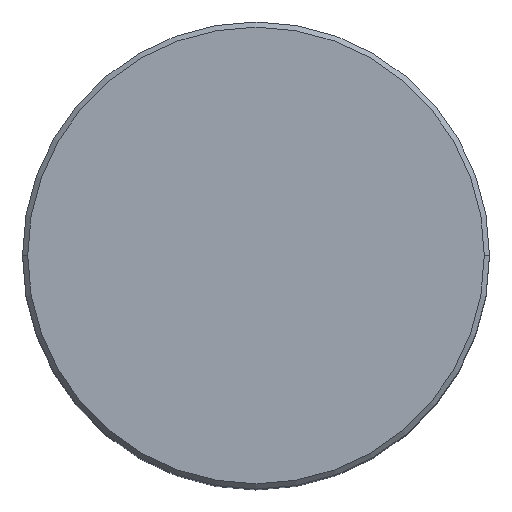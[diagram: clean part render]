
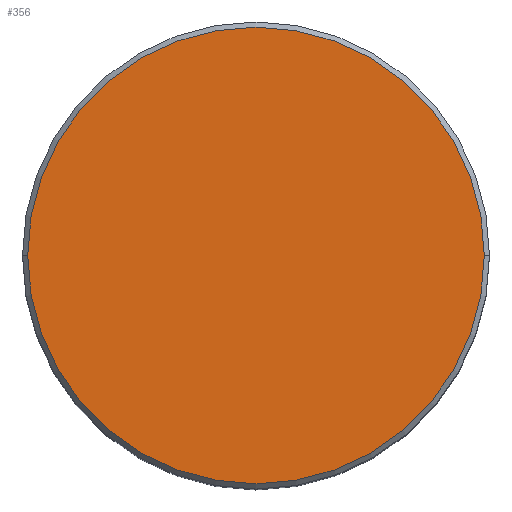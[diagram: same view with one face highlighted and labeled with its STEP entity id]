
A CAD part, top view. The second image highlights one B-rep face of the part: STEP entity #356.
In plain terms, the highlighted planar face has unit normal (0, 0, 1).
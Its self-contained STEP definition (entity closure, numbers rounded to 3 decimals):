
#12 = CIRCLE ( 'NONE', #482, 22. ) ;
#14 = DIRECTION ( 'NONE',  ( 0., 0., 1. ) ) ;
#26 = ORIENTED_EDGE ( 'NONE', *, *, #522, .T. ) ;
#27 = CARTESIAN_POINT ( 'NONE',  ( 0., 0., 0. ) ) ;
#35 = FACE_OUTER_BOUND ( 'NONE', #199, .T. ) ;
#57 = EDGE_CURVE ( 'NONE', #371, #231, #12, .T. ) ;
#103 = PLANE ( 'NONE',  #251 ) ;
#106 = DIRECTION ( 'NONE',  ( 1., 0., 0. ) ) ;
#140 = CIRCLE ( 'NONE', #382, 22. ) ;
#180 = DIRECTION ( 'NONE',  ( 0., 0., 1. ) ) ;
#199 = EDGE_LOOP ( 'NONE', ( #307, #26 ) ) ;
#231 = VERTEX_POINT ( 'NONE', #260 ) ;
#242 = CARTESIAN_POINT ( 'NONE',  ( -22., 0., 0. ) ) ;
#251 = AXIS2_PLACEMENT_3D ( 'NONE', #364, #467, #106 ) ;
#260 = CARTESIAN_POINT ( 'NONE',  ( 22., 0., 0. ) ) ;
#307 = ORIENTED_EDGE ( 'NONE', *, *, #57, .T. ) ;
#343 = DIRECTION ( 'NONE',  ( 1., 0., 0. ) ) ;
#356 = ADVANCED_FACE ( 'NONE', ( #35 ), #103, .T. ) ;
#364 = CARTESIAN_POINT ( 'NONE',  ( 0., 0., 0. ) ) ;
#371 = VERTEX_POINT ( 'NONE', #242 ) ;
#382 = AXIS2_PLACEMENT_3D ( 'NONE', #494, #14, #343 ) ;
#467 = DIRECTION ( 'NONE',  ( 0., 0., 1. ) ) ;
#482 = AXIS2_PLACEMENT_3D ( 'NONE', #27, #180, #483 ) ;
#483 = DIRECTION ( 'NONE',  ( 1., 0., 0. ) ) ;
#494 = CARTESIAN_POINT ( 'NONE',  ( 0., 0., 0. ) ) ;
#522 = EDGE_CURVE ( 'NONE', #231, #371, #140, .T. ) ;
